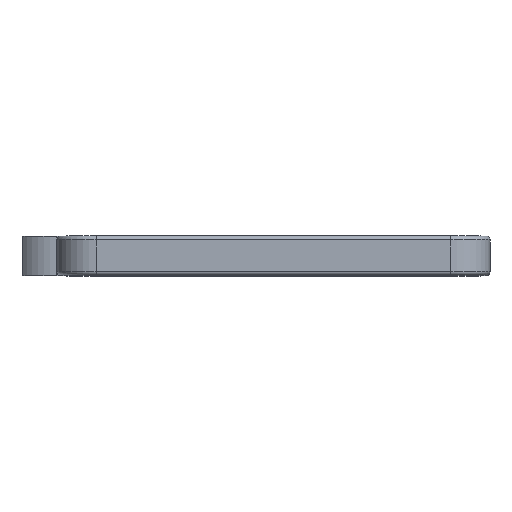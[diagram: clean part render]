
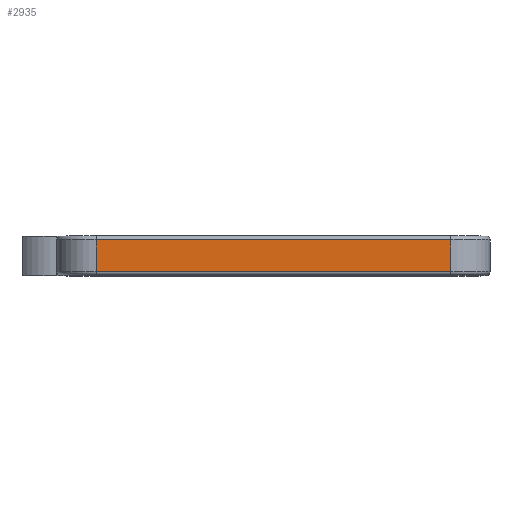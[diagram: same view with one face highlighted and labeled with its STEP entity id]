
A CAD part, top view. The second image highlights one B-rep face of the part: STEP entity #2935.
In plain terms, the highlighted planar face has unit normal (0, 0, 1).
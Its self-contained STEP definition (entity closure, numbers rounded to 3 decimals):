
#227 = ORIENTED_EDGE ( 'NONE', *, *, #1236, .T. ) ;
#278 = CARTESIAN_POINT ( 'NONE',  ( 51.281, 10., 11.527 ) ) ;
#511 = VERTEX_POINT ( 'NONE', #4896 ) ;
#605 = ORIENTED_EDGE ( 'NONE', *, *, #2260, .T. ) ;
#816 = EDGE_CURVE ( 'NONE', #5034, #511, #2688, .T. ) ;
#867 = VECTOR ( 'NONE', #1886, 1000. ) ;
#978 = VECTOR ( 'NONE', #2629, 1000. ) ;
#1214 = ORIENTED_EDGE ( 'NONE', *, *, #4756, .T. ) ;
#1236 = EDGE_CURVE ( 'NONE', #5034, #1996, #4253, .T. ) ;
#1254 = PLANE ( 'NONE',  #1895 ) ;
#1335 = FACE_OUTER_BOUND ( 'NONE', #1488, .T. ) ;
#1488 = EDGE_LOOP ( 'NONE', ( #3007, #227, #1214, #605 ) ) ;
#1802 = CARTESIAN_POINT ( 'NONE',  ( -38.719, 9., 11.527 ) ) ;
#1886 = DIRECTION ( 'NONE',  ( 0., -1., 0. ) ) ;
#1895 = AXIS2_PLACEMENT_3D ( 'NONE', #2524, #2079, #2502 ) ;
#1996 = VERTEX_POINT ( 'NONE', #2037 ) ;
#2037 = CARTESIAN_POINT ( 'NONE',  ( -38.719, 9., 11.527 ) ) ;
#2079 = DIRECTION ( 'NONE',  ( 0., 0., -1. ) ) ;
#2207 = CARTESIAN_POINT ( 'NONE',  ( -38.719, 1., 11.527 ) ) ;
#2212 = VECTOR ( 'NONE', #4587, 1000. ) ;
#2216 = CARTESIAN_POINT ( 'NONE',  ( -38.719, 10., 11.527 ) ) ;
#2260 = EDGE_CURVE ( 'NONE', #5165, #511, #2590, .T. ) ;
#2502 = DIRECTION ( 'NONE',  ( -1., 0., 0. ) ) ;
#2524 = CARTESIAN_POINT ( 'NONE',  ( -38.719, 10., 11.527 ) ) ;
#2529 = CARTESIAN_POINT ( 'NONE',  ( 51.281, 9., 11.527 ) ) ;
#2590 = LINE ( 'NONE', #4608, #2212 ) ;
#2629 = DIRECTION ( 'NONE',  ( 0., -1., 0. ) ) ;
#2688 = LINE ( 'NONE', #278, #867 ) ;
#2935 = ADVANCED_FACE ( 'NONE', ( #1335 ), #1254, .F. ) ;
#3007 = ORIENTED_EDGE ( 'NONE', *, *, #816, .F. ) ;
#3045 = VECTOR ( 'NONE', #4637, 1000. ) ;
#4253 = LINE ( 'NONE', #1802, #3045 ) ;
#4587 = DIRECTION ( 'NONE',  ( 1., 0., 0. ) ) ;
#4608 = CARTESIAN_POINT ( 'NONE',  ( -38.719, 1., 11.527 ) ) ;
#4637 = DIRECTION ( 'NONE',  ( -1., 0., 0. ) ) ;
#4664 = LINE ( 'NONE', #2216, #978 ) ;
#4756 = EDGE_CURVE ( 'NONE', #1996, #5165, #4664, .T. ) ;
#4896 = CARTESIAN_POINT ( 'NONE',  ( 51.281, 1., 11.527 ) ) ;
#5034 = VERTEX_POINT ( 'NONE', #2529 ) ;
#5165 = VERTEX_POINT ( 'NONE', #2207 ) ;
